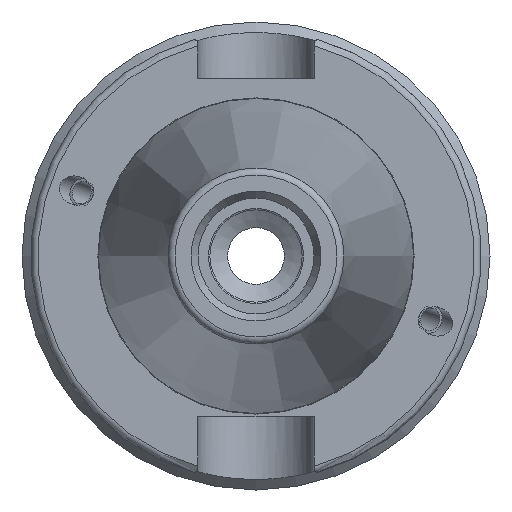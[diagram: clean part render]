
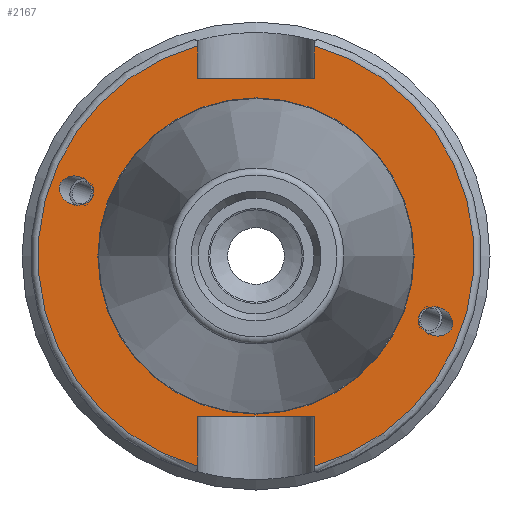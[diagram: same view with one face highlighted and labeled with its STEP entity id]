
A CAD part, left-side view. The second image highlights one B-rep face of the part: STEP entity #2167.
In plain terms, the highlighted planar face has unit normal (-1, 0, 0).
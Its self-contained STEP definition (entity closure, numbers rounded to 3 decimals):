
#39=ELLIPSE('',#2398,2.442,2.);
#48=ELLIPSE('',#2446,2.442,2.);
#75=FACE_BOUND('',#373,.T.);
#76=FACE_BOUND('',#374,.T.);
#77=FACE_BOUND('',#375,.T.);
#95=PLANE('',#2459);
#255=FACE_OUTER_BOUND('',#372,.T.);
#372=EDGE_LOOP('',(#1844,#1845,#1846,#1847,#1848,#1849,#1850,#1851));
#373=EDGE_LOOP('',(#1852));
#374=EDGE_LOOP('',(#1853));
#375=EDGE_LOOP('',(#1854,#1855));
#483=LINE('',#4026,#587);
#484=LINE('',#4028,#588);
#485=LINE('',#4030,#589);
#486=LINE('',#4034,#590);
#487=LINE('',#4036,#591);
#488=LINE('',#4037,#592);
#587=VECTOR('',#3067,10.);
#588=VECTOR('',#3068,10.);
#589=VECTOR('',#3069,10.);
#590=VECTOR('',#3072,10.);
#591=VECTOR('',#3073,10.);
#592=VECTOR('',#3074,10.);
#766=CIRCLE('',#2455,22.3);
#767=CIRCLE('',#2456,22.3);
#770=CIRCLE('',#2460,30.75);
#771=CIRCLE('',#2461,30.75);
#940=VERTEX_POINT('',#3803);
#985=VERTEX_POINT('',#3996);
#991=VERTEX_POINT('',#4013);
#992=VERTEX_POINT('',#4015);
#994=VERTEX_POINT('',#4022);
#995=VERTEX_POINT('',#4023);
#996=VERTEX_POINT('',#4025);
#997=VERTEX_POINT('',#4027);
#998=VERTEX_POINT('',#4029);
#999=VERTEX_POINT('',#4031);
#1000=VERTEX_POINT('',#4033);
#1001=VERTEX_POINT('',#4035);
#1229=EDGE_CURVE('',#940,#940,#39,.T.);
#1290=EDGE_CURVE('',#985,#985,#48,.T.);
#1298=EDGE_CURVE('',#991,#992,#766,.T.);
#1299=EDGE_CURVE('',#992,#991,#767,.T.);
#1302=EDGE_CURVE('',#994,#995,#770,.T.);
#1303=EDGE_CURVE('',#994,#996,#483,.T.);
#1304=EDGE_CURVE('',#996,#997,#484,.T.);
#1305=EDGE_CURVE('',#997,#998,#485,.T.);
#1306=EDGE_CURVE('',#999,#998,#771,.T.);
#1307=EDGE_CURVE('',#999,#1000,#486,.T.);
#1308=EDGE_CURVE('',#1000,#1001,#487,.T.);
#1309=EDGE_CURVE('',#1001,#995,#488,.T.);
#1844=ORIENTED_EDGE('',*,*,#1302,.F.);
#1845=ORIENTED_EDGE('',*,*,#1303,.T.);
#1846=ORIENTED_EDGE('',*,*,#1304,.T.);
#1847=ORIENTED_EDGE('',*,*,#1305,.T.);
#1848=ORIENTED_EDGE('',*,*,#1306,.F.);
#1849=ORIENTED_EDGE('',*,*,#1307,.T.);
#1850=ORIENTED_EDGE('',*,*,#1308,.T.);
#1851=ORIENTED_EDGE('',*,*,#1309,.T.);
#1852=ORIENTED_EDGE('',*,*,#1229,.T.);
#1853=ORIENTED_EDGE('',*,*,#1290,.T.);
#1854=ORIENTED_EDGE('',*,*,#1299,.F.);
#1855=ORIENTED_EDGE('',*,*,#1298,.F.);
#2167=ADVANCED_FACE('',(#255,#75,#76,#77),#95,.T.);
#2398=AXIS2_PLACEMENT_3D('',#3805,#2922,#2923);
#2446=AXIS2_PLACEMENT_3D('',#3998,#3035,#3036);
#2455=AXIS2_PLACEMENT_3D('',#4016,#3055,#3056);
#2456=AXIS2_PLACEMENT_3D('',#4017,#3057,#3058);
#2459=AXIS2_PLACEMENT_3D('',#4021,#3063,#3064);
#2460=AXIS2_PLACEMENT_3D('',#4024,#3065,#3066);
#2461=AXIS2_PLACEMENT_3D('',#4032,#3070,#3071);
#2922=DIRECTION('center_axis',(1.,0.,0.));
#2923=DIRECTION('ref_axis',(0.,-0.94,-0.342));
#3035=DIRECTION('center_axis',(1.,0.,0.));
#3036=DIRECTION('ref_axis',(0.,0.94,0.342));
#3055=DIRECTION('center_axis',(-1.,0.,0.));
#3056=DIRECTION('ref_axis',(0.,-1.,0.));
#3057=DIRECTION('center_axis',(-1.,0.,0.));
#3058=DIRECTION('ref_axis',(0.,-1.,0.));
#3063=DIRECTION('center_axis',(-1.,0.,0.));
#3064=DIRECTION('ref_axis',(0.,0.,1.));
#3065=DIRECTION('center_axis',(1.,0.,0.));
#3066=DIRECTION('ref_axis',(0.,-1.,0.));
#3067=DIRECTION('',(0.,0.,-1.));
#3068=DIRECTION('',(0.,1.,0.));
#3069=DIRECTION('',(0.,0.,1.));
#3070=DIRECTION('center_axis',(1.,0.,0.));
#3071=DIRECTION('ref_axis',(0.,1.,0.));
#3072=DIRECTION('',(0.,0.,1.));
#3073=DIRECTION('',(0.,-1.,0.));
#3074=DIRECTION('',(0.,0.,-1.));
#3803=CARTESIAN_POINT('',(3.175,-23.077,-8.399));
#3805=CARTESIAN_POINT('Origin',(3.175,-25.372,-9.235));
#3996=CARTESIAN_POINT('',(3.175,23.077,8.399));
#3998=CARTESIAN_POINT('Origin',(3.175,25.372,9.235));
#4013=CARTESIAN_POINT('',(3.175,0.,22.3));
#4015=CARTESIAN_POINT('',(3.175,22.3,0.));
#4016=CARTESIAN_POINT('Origin',(3.175,0.,0.));
#4017=CARTESIAN_POINT('Origin',(3.175,0.,0.));
#4021=CARTESIAN_POINT('Origin',(3.175,31.75,0.));
#4022=CARTESIAN_POINT('',(3.175,-8.19,29.639));
#4023=CARTESIAN_POINT('',(3.175,-8.19,-29.639));
#4024=CARTESIAN_POINT('Origin',(3.175,0.,0.));
#4025=CARTESIAN_POINT('',(3.175,-8.19,25.));
#4026=CARTESIAN_POINT('',(3.175,-8.19,12.5));
#4027=CARTESIAN_POINT('',(3.175,8.19,25.));
#4028=CARTESIAN_POINT('',(3.175,15.875,25.));
#4029=CARTESIAN_POINT('',(3.175,8.19,29.639));
#4030=CARTESIAN_POINT('',(3.175,8.19,12.5));
#4031=CARTESIAN_POINT('',(3.175,8.19,-29.639));
#4032=CARTESIAN_POINT('Origin',(3.175,0.,0.));
#4033=CARTESIAN_POINT('',(3.175,8.19,-22.6));
#4034=CARTESIAN_POINT('',(3.175,8.19,-11.3));
#4035=CARTESIAN_POINT('',(3.175,-8.19,-22.6));
#4036=CARTESIAN_POINT('',(3.175,15.875,-22.6));
#4037=CARTESIAN_POINT('',(3.175,-8.19,-11.3));
